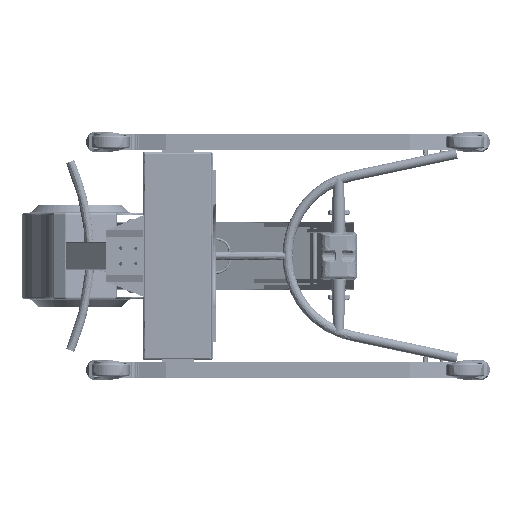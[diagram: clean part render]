
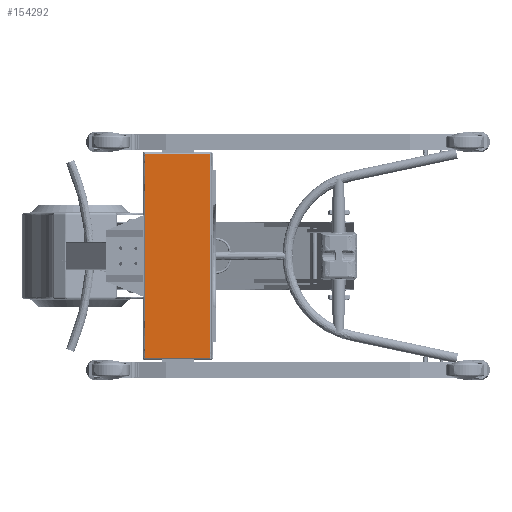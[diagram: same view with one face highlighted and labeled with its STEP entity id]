
A CAD part, front view. The second image highlights one B-rep face of the part: STEP entity #154292.
In plain terms, the highlighted free-form (B-spline) face has degree [1, 1] with [2, 2] control points.
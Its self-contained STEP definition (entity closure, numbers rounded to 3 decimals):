
#154226 = VERTEX_POINT('',#154227);
#154227 = CARTESIAN_POINT('',(253.446,137.334,
    -647.701));
#154264 = VERTEX_POINT('',#154265);
#154265 = CARTESIAN_POINT('',(253.446,137.334,
    -64.516));
#154281 = EDGE_CURVE('',#154226,#154264,#154282,.T.);
#154282 = B_SPLINE_CURVE_WITH_KNOTS('',1,(#154283,#154284),
  .UNSPECIFIED.,.F.,.F.,(2,2),(0.,517.5),.PIECEWISE_BEZIER_KNOTS.);
#154283 = CARTESIAN_POINT('',(253.446,137.334,
    -647.701));
#154284 = CARTESIAN_POINT('',(253.446,137.334,
    -64.516));
#154292 = ADVANCED_FACE('',(#154293),#154315,.F.);
#154293 = FACE_BOUND('',#154294,.F.);
#154294 = EDGE_LOOP('',(#154295,#154302,#154303,#154310));
#154295 = ORIENTED_EDGE('',*,*,#154296,.T.);
#154296 = EDGE_CURVE('',#154297,#154226,#154299,.T.);
#154297 = VERTEX_POINT('',#154298);
#154298 = CARTESIAN_POINT('',(440.177,137.334,
    -647.701));
#154299 = B_SPLINE_CURVE_WITH_KNOTS('',1,(#154300,#154301),
  .UNSPECIFIED.,.F.,.F.,(2,2),(0.,165.7),.PIECEWISE_BEZIER_KNOTS.);
#154300 = CARTESIAN_POINT('',(440.177,137.334,
    -647.701));
#154301 = CARTESIAN_POINT('',(253.446,137.334,
    -647.701));
#154302 = ORIENTED_EDGE('',*,*,#154281,.T.);
#154303 = ORIENTED_EDGE('',*,*,#154304,.T.);
#154304 = EDGE_CURVE('',#154264,#154305,#154307,.T.);
#154305 = VERTEX_POINT('',#154306);
#154306 = CARTESIAN_POINT('',(440.177,137.334,
    -64.516));
#154307 = B_SPLINE_CURVE_WITH_KNOTS('',1,(#154308,#154309),
  .UNSPECIFIED.,.F.,.F.,(2,2),(0.,165.7),.PIECEWISE_BEZIER_KNOTS.);
#154308 = CARTESIAN_POINT('',(253.446,137.334,
    -64.516));
#154309 = CARTESIAN_POINT('',(440.177,137.334,
    -64.516));
#154310 = ORIENTED_EDGE('',*,*,#154311,.F.);
#154311 = EDGE_CURVE('',#154297,#154305,#154312,.T.);
#154312 = B_SPLINE_CURVE_WITH_KNOTS('',1,(#154313,#154314),
  .UNSPECIFIED.,.F.,.F.,(2,2),(0.,517.5),.PIECEWISE_BEZIER_KNOTS.);
#154313 = CARTESIAN_POINT('',(440.177,137.334,
    -647.701));
#154314 = CARTESIAN_POINT('',(440.177,137.334,
    -64.516));
#154315 = B_SPLINE_SURFACE_WITH_KNOTS('',1,1,(
    (#154316,#154317)
    ,(#154318,#154319
    )),.UNSPECIFIED.,.F.,.F.,.F.,(2,2),(2,2),(-121.384,396.116),(1.4,
    167.1),.PIECEWISE_BEZIER_KNOTS.);
#154316 = CARTESIAN_POINT('',(253.446,137.334,
    -647.701));
#154317 = CARTESIAN_POINT('',(440.177,137.334,
    -647.701));
#154318 = CARTESIAN_POINT('',(253.446,137.334,
    -64.516));
#154319 = CARTESIAN_POINT('',(440.177,137.334,
    -64.516));
